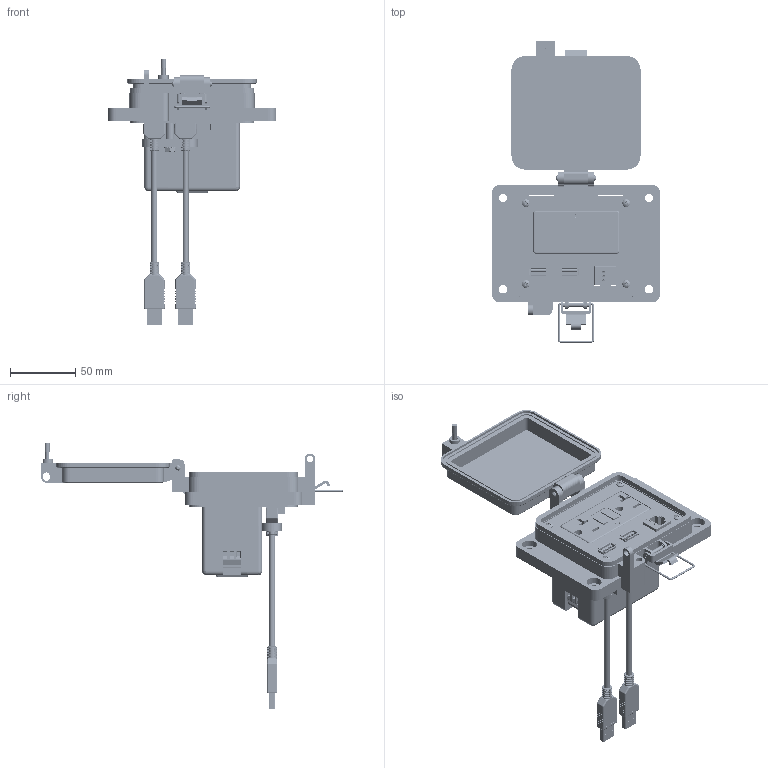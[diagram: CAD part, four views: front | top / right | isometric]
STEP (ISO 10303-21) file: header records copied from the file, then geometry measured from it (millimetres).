
FILE_DESCRIPTION (( 'STEP AP203' ), '1' );
FILE_NAME ('P-P11#2R33-K3RF0_3D.STEP', '2019-11-14T14:27:35', ( '' ), ( '' ), 'SwSTEP 2.0', 'SolidWorks 2019', '' );
FILE_SCHEMA (( 'CONFIG_CONTROL_DESIGN' ));
Length unit declared in the file: millimetre
Products named in the file (20): P-P11#2R33-K3RF0_TP240_2; Z-002-632516HN_90675A007; P11; 92005A124_METRIC PAN HEAD PHILLIPS MACHINE SCREW_92005A124; Z-H-K3_B; P-P11#2R33-K3RF0_TP060_1; Z-200-OTLT-RIOF_RF; Z-200-OTLT-GFIH-1_sheared; P-P11#2R33-K3RF0_BP180_1; RF; Z-020-3047; 632FH_1-1_2-IN; Z-000-4243316TFP; P-P11#2R33-K3RF0_3D; R33; Z-001-SPR_1-1_4; P-P11#2R33-K3RF0_FP060_1; Z-300-RJ45C5SH; -K3
Assembly tree (23 placements, depth 3):
  P-P11#2R33-K3RF0_3D
    P-P11#2R33-K3RF0_BP180_1
    P-P11#2R33-K3RF0_TP060_1
    P11
      Z-020-3047
    P11
      Z-020-3047
    P-P11#2R33-K3RF0_TP240_2
    632FH_1-1_2-IN
    Z-001-SPR_1-1_4
    Z-002-632516HN_90675A007
    Z-000-4243316TFP
    P-P11#2R33-K3RF0_FP060_1
    R33
      Z-300-RJ45C5SH
    RF
      Z-200-OTLT-RIOF_RF
      Z-200-OTLT-GFIH-1_sheared
    -K3
      Z-H-K3_B
    92005A124_METRIC PAN HEAD PHILLIPS MACHINE SCREW_92005A124  x4
Bounding box: 129 x 231.28 x 204.12 mm (x, y, z)
Volume: 308829 mm3; surface area: 198343.1 mm2
Topology: 60 solids, 60 shells, 5276 faces, 14766 edges, 9644 vertices
Faces by surface type: plane 2856, cylinder 1861, bspline 377, cone 108, torus 46, sphere 28
Entity records: 141344 total; most frequent: CARTESIAN_POINT 43273, ORIENTED_EDGE 21232, DIRECTION 18373, EDGE_CURVE 10616, VERTEX_POINT 6975, VECTOR 6899, LINE 6899, AXIS2_PLACEMENT_3D 5737
